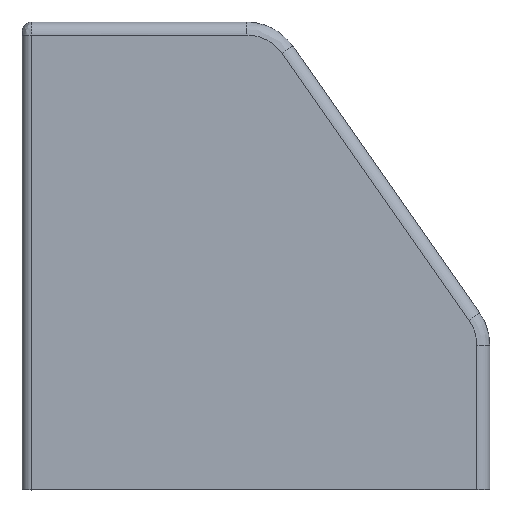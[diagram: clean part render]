
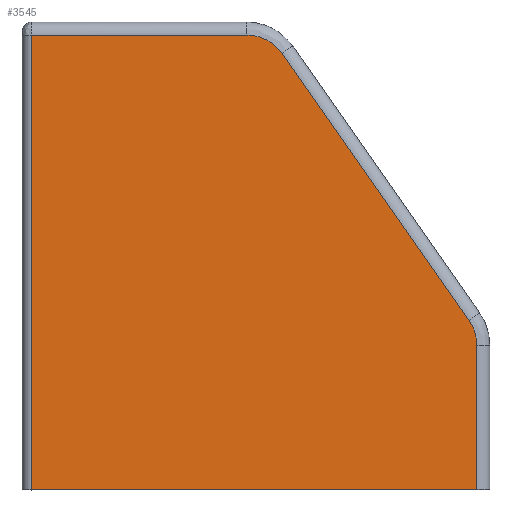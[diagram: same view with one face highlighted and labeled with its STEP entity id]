
A CAD part, top view. The second image highlights one B-rep face of the part: STEP entity #3545.
In plain terms, the highlighted face is planar.
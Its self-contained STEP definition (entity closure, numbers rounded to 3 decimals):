
#34 = EDGE_LOOP ( 'NONE', ( #3103, #2990, #3731, #137, #2938, #175, #126 ) ) ;
#90 = VECTOR ( 'NONE', #2860, 1000. ) ;
#126 = ORIENTED_EDGE ( 'NONE', *, *, #2319, .T. ) ;
#137 = ORIENTED_EDGE ( 'NONE', *, *, #2232, .T. ) ;
#151 = FACE_OUTER_BOUND ( 'NONE', #34, .T. ) ;
#172 = CARTESIAN_POINT ( 'NONE',  ( 24.3, -12.012, 9.29 ) ) ;
#175 = ORIENTED_EDGE ( 'NONE', *, *, #2283, .T. ) ;
#574 = CARTESIAN_POINT ( 'NONE',  ( 24.3, 0., 9.5 ) ) ;
#640 = AXIS2_PLACEMENT_3D ( 'NONE', #4296, #2709, #664 ) ;
#648 = CARTESIAN_POINT ( 'NONE',  ( 0., 0., 9.5 ) ) ;
#664 = DIRECTION ( 'NONE',  ( 0., -1., -0.017 ) ) ;
#958 = LINE ( 'NONE', #1169, #2584 ) ;
#978 = DIRECTION ( 'NONE',  ( 0., -1., -0.017 ) ) ;
#1104 = CARTESIAN_POINT ( 'NONE',  ( 14.204, -20.279, 9.146 ) ) ;
#1124 = LINE ( 'NONE', #648, #1971 ) ;
#1169 = CARTESIAN_POINT ( 'NONE',  ( 0., -24.312, 9.076 ) ) ;
#1194 = CARTESIAN_POINT ( 'NONE',  ( 0., -0.509, 9.491 ) ) ;
#1415 = CARTESIAN_POINT ( 'NONE',  ( 8.194, -24.312, 9.076 ) ) ;
#1472 = CARTESIAN_POINT ( 'NONE',  ( 23.946, -13.457, 9.265 ) ) ;
#1484 = CARTESIAN_POINT ( 'NONE',  ( 24.3, -12.012, 9.29 ) ) ;
#1517 = DIRECTION ( 'NONE',  ( 1., 0., 0. ) ) ;
#1785 = CARTESIAN_POINT ( 'NONE',  ( 9.038, -23.896, 9.083 ) ) ;
#1891 = CARTESIAN_POINT ( 'NONE',  ( 23.319, -13.896, 9.257 ) ) ;
#1971 = VECTOR ( 'NONE', #978, 1000. ) ;
#2171 = VERTEX_POINT ( 'NONE', #3159 ) ;
#2200 = EDGE_CURVE ( 'NONE', #3704, #2898, #2685, .T. ) ;
#2218 = VERTEX_POINT ( 'NONE', #172 ) ;
#2225 = CARTESIAN_POINT ( 'NONE',  ( 7.719, -24.312, 9.076 ) ) ;
#2232 = EDGE_CURVE ( 'NONE', #2271, #3344, #958, .T. ) ;
#2254 = EDGE_CURVE ( 'NONE', #3344, #2171, #3803, .T. ) ;
#2271 = VERTEX_POINT ( 'NONE', #3130 ) ;
#2283 = EDGE_CURVE ( 'NONE', #2171, #2453, #3976, .T. ) ;
#2319 = EDGE_CURVE ( 'NONE', #2453, #2218, #2643, .T. ) ;
#2453 = VERTEX_POINT ( 'NONE', #1891 ) ;
#2472 = VECTOR ( 'NONE', #3470, 1000. ) ;
#2584 = VECTOR ( 'NONE', #1517, 1000. ) ;
#2643 =( BOUNDED_CURVE ( )  B_SPLINE_CURVE ( 3, ( #3167, #1472, #3495, #1484 ),
 .UNSPECIFIED., .F., .F. ) 
 B_SPLINE_CURVE_WITH_KNOTS ( ( 4, 4 ),
 ( 0.611, 1.571 ),
 .UNSPECIFIED. ) 
 CURVE ( )  GEOMETRIC_REPRESENTATION_ITEM ( )  RATIONAL_B_SPLINE_CURVE ( ( 1., 0.925, 0.925, 1. ) ) 
 REPRESENTATION_ITEM ( '' )  );
#2685 = LINE ( 'NONE', #3185, #90 ) ;
#2709 = DIRECTION ( 'NONE',  ( 0., -0.017, 1. ) ) ;
#2847 = LINE ( 'NONE', #574, #3701 ) ;
#2860 = DIRECTION ( 'NONE',  ( -1., 0., 0. ) ) ;
#2898 = VERTEX_POINT ( 'NONE', #1194 ) ;
#2935 = EDGE_CURVE ( 'NONE', #2218, #3704, #2847, .T. ) ;
#2938 = ORIENTED_EDGE ( 'NONE', *, *, #2254, .T. ) ;
#2941 = DIRECTION ( 'NONE',  ( 0., 1., 0.017 ) ) ;
#2990 = ORIENTED_EDGE ( 'NONE', *, *, #2200, .T. ) ;
#3103 = ORIENTED_EDGE ( 'NONE', *, *, #2935, .T. ) ;
#3130 = CARTESIAN_POINT ( 'NONE',  ( 0., -24.312, 9.076 ) ) ;
#3159 = CARTESIAN_POINT ( 'NONE',  ( 9.038, -23.896, 9.083 ) ) ;
#3167 = CARTESIAN_POINT ( 'NONE',  ( 23.319, -13.896, 9.257 ) ) ;
#3185 = CARTESIAN_POINT ( 'NONE',  ( 0., -0.509, 9.491 ) ) ;
#3344 = VERTEX_POINT ( 'NONE', #3732 ) ;
#3470 = DIRECTION ( 'NONE',  ( 0.819, 0.574, 0.01 ) ) ;
#3495 = CARTESIAN_POINT ( 'NONE',  ( 24.3, -12.778, 9.277 ) ) ;
#3503 = EDGE_CURVE ( 'NONE', #2898, #2271, #1124, .T. ) ;
#3545 = ADVANCED_FACE ( 'NONE', ( #151 ), #3655, .T. ) ;
#3655 = PLANE ( 'NONE',  #640 ) ;
#3701 = VECTOR ( 'NONE', #2941, 1000. ) ;
#3704 = VERTEX_POINT ( 'NONE', #4067 ) ;
#3731 = ORIENTED_EDGE ( 'NONE', *, *, #3503, .T. ) ;
#3732 = CARTESIAN_POINT ( 'NONE',  ( 7.719, -24.312, 9.076 ) ) ;
#3754 = CARTESIAN_POINT ( 'NONE',  ( 8.648, -24.169, 9.078 ) ) ;
#3803 =( BOUNDED_CURVE ( )  B_SPLINE_CURVE ( 3, ( #2225, #1415, #3754, #1785 ),
 .UNSPECIFIED., .F., .F. ) 
 B_SPLINE_CURVE_WITH_KNOTS ( ( 4, 4 ),
 ( 0., 0.611 ),
 .UNSPECIFIED. ) 
 CURVE ( )  GEOMETRIC_REPRESENTATION_ITEM ( )  RATIONAL_B_SPLINE_CURVE ( ( 1., 0.969, 0.969, 1. ) ) 
 REPRESENTATION_ITEM ( '' )  );
#3976 = LINE ( 'NONE', #1104, #2472 ) ;
#4067 = CARTESIAN_POINT ( 'NONE',  ( 24.3, -0.509, 9.491 ) ) ;
#4296 = CARTESIAN_POINT ( 'NONE',  ( 0., 0., 9.5 ) ) ;
